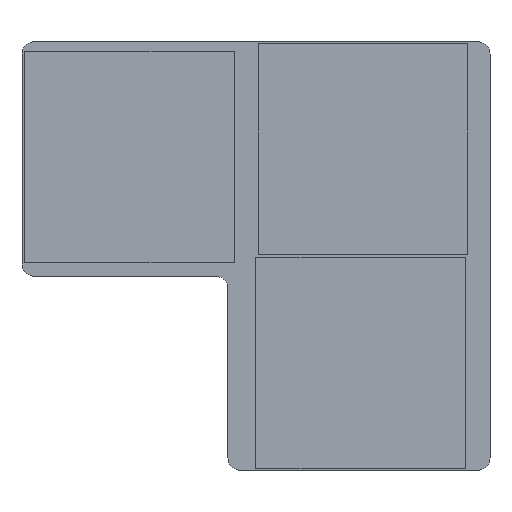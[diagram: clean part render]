
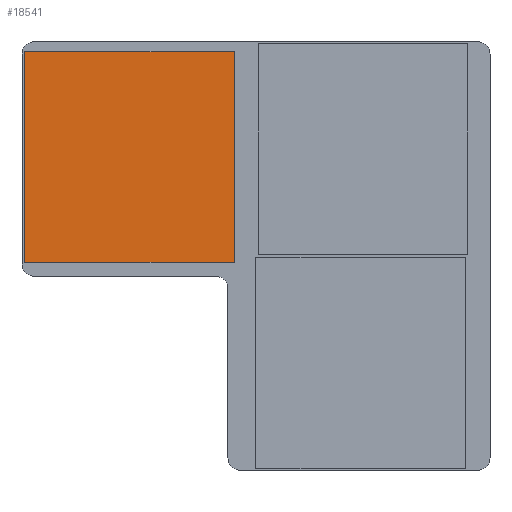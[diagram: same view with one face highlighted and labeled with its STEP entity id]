
A CAD part, top view. The second image highlights one B-rep face of the part: STEP entity #18541.
In plain terms, the highlighted face is planar.
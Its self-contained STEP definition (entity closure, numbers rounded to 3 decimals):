
#15383 = PLANE('',#15384);
#15384 = AXIS2_PLACEMENT_3D('',#15385,#15386,#15387);
#15385 = CARTESIAN_POINT('',(13.05,1.25,12.835));
#15386 = DIRECTION('',(0.,0.,-1.));
#15387 = DIRECTION('',(-1.,0.,0.));
#15411 = PLANE('',#15412);
#15412 = AXIS2_PLACEMENT_3D('',#15413,#15414,#15415);
#15413 = CARTESIAN_POINT('',(13.05,1.25,12.835));
#15414 = DIRECTION('',(-1.,0.,0.));
#15415 = DIRECTION('',(0.,0.,1.));
#15439 = PLANE('',#15440);
#15440 = AXIS2_PLACEMENT_3D('',#15441,#15442,#15443);
#15441 = CARTESIAN_POINT('',(13.05,1.25,-12.835));
#15442 = DIRECTION('',(0.,0.,1.));
#15443 = DIRECTION('',(1.,0.,0.));
#15465 = PLANE('',#15466);
#15466 = AXIS2_PLACEMENT_3D('',#15467,#15468,#15469);
#15467 = CARTESIAN_POINT('',(-12.48,1.25,12.835));
#15468 = DIRECTION('',(1.,0.,0.));
#15469 = DIRECTION('',(0.,0.,-1.));
#18345 = VERTEX_POINT('',#18346);
#18346 = CARTESIAN_POINT('',(-12.48,1.25,-12.835));
#18367 = EDGE_CURVE('',#18345,#18368,#18370,.T.);
#18368 = VERTEX_POINT('',#18369);
#18369 = CARTESIAN_POINT('',(-12.48,1.25,12.835));
#18370 = SURFACE_CURVE('',#18371,(#18375,#18382),.PCURVE_S1.);
#18371 = LINE('',#18372,#18373);
#18372 = CARTESIAN_POINT('',(-12.48,1.25,12.835));
#18373 = VECTOR('',#18374,1.);
#18374 = DIRECTION('',(0.,0.,1.));
#18375 = PCURVE('',#15465,#18376);
#18376 = DEFINITIONAL_REPRESENTATION('',(#18377),#18381);
#18377 = LINE('',#18378,#18379);
#18378 = CARTESIAN_POINT('',(0.,0.));
#18379 = VECTOR('',#18380,1.);
#18380 = DIRECTION('',(-1.,0.));
#18381 = ( GEOMETRIC_REPRESENTATION_CONTEXT(2) 
PARAMETRIC_REPRESENTATION_CONTEXT() REPRESENTATION_CONTEXT('2D SPACE',''
  ) );
#18382 = PCURVE('',#18383,#18388);
#18383 = PLANE('',#18384);
#18384 = AXIS2_PLACEMENT_3D('',#18385,#18386,#18387);
#18385 = CARTESIAN_POINT('',(0.,1.25,0.));
#18386 = DIRECTION('',(0.,1.,0.));
#18387 = DIRECTION('',(0.,-0.,1.));
#18388 = DEFINITIONAL_REPRESENTATION('',(#18389),#18393);
#18389 = LINE('',#18390,#18391);
#18390 = CARTESIAN_POINT('',(12.835,-12.48));
#18391 = VECTOR('',#18392,1.);
#18392 = DIRECTION('',(1.,0.));
#18393 = ( GEOMETRIC_REPRESENTATION_CONTEXT(2) 
PARAMETRIC_REPRESENTATION_CONTEXT() REPRESENTATION_CONTEXT('2D SPACE',''
  ) );
#18421 = EDGE_CURVE('',#18368,#18422,#18424,.T.);
#18422 = VERTEX_POINT('',#18423);
#18423 = CARTESIAN_POINT('',(13.05,1.25,12.835));
#18424 = SURFACE_CURVE('',#18425,(#18429,#18436),.PCURVE_S1.);
#18425 = LINE('',#18426,#18427);
#18426 = CARTESIAN_POINT('',(13.05,1.25,12.835));
#18427 = VECTOR('',#18428,1.);
#18428 = DIRECTION('',(1.,0.,0.));
#18429 = PCURVE('',#15383,#18430);
#18430 = DEFINITIONAL_REPRESENTATION('',(#18431),#18435);
#18431 = LINE('',#18432,#18433);
#18432 = CARTESIAN_POINT('',(0.,0.));
#18433 = VECTOR('',#18434,1.);
#18434 = DIRECTION('',(-1.,0.));
#18435 = ( GEOMETRIC_REPRESENTATION_CONTEXT(2) 
PARAMETRIC_REPRESENTATION_CONTEXT() REPRESENTATION_CONTEXT('2D SPACE',''
  ) );
#18436 = PCURVE('',#18383,#18437);
#18437 = DEFINITIONAL_REPRESENTATION('',(#18438),#18442);
#18438 = LINE('',#18439,#18440);
#18439 = CARTESIAN_POINT('',(12.835,13.05));
#18440 = VECTOR('',#18441,1.);
#18441 = DIRECTION('',(0.,1.));
#18442 = ( GEOMETRIC_REPRESENTATION_CONTEXT(2) 
PARAMETRIC_REPRESENTATION_CONTEXT() REPRESENTATION_CONTEXT('2D SPACE',''
  ) );
#18470 = EDGE_CURVE('',#18422,#18471,#18473,.T.);
#18471 = VERTEX_POINT('',#18472);
#18472 = CARTESIAN_POINT('',(13.05,1.25,-12.835));
#18473 = SURFACE_CURVE('',#18474,(#18478,#18485),.PCURVE_S1.);
#18474 = LINE('',#18475,#18476);
#18475 = CARTESIAN_POINT('',(13.05,1.25,12.835));
#18476 = VECTOR('',#18477,1.);
#18477 = DIRECTION('',(0.,0.,-1.));
#18478 = PCURVE('',#15411,#18479);
#18479 = DEFINITIONAL_REPRESENTATION('',(#18480),#18484);
#18480 = LINE('',#18481,#18482);
#18481 = CARTESIAN_POINT('',(0.,0.));
#18482 = VECTOR('',#18483,1.);
#18483 = DIRECTION('',(-1.,0.));
#18484 = ( GEOMETRIC_REPRESENTATION_CONTEXT(2) 
PARAMETRIC_REPRESENTATION_CONTEXT() REPRESENTATION_CONTEXT('2D SPACE',''
  ) );
#18485 = PCURVE('',#18383,#18486);
#18486 = DEFINITIONAL_REPRESENTATION('',(#18487),#18491);
#18487 = LINE('',#18488,#18489);
#18488 = CARTESIAN_POINT('',(12.835,13.05));
#18489 = VECTOR('',#18490,1.);
#18490 = DIRECTION('',(-1.,0.));
#18491 = ( GEOMETRIC_REPRESENTATION_CONTEXT(2) 
PARAMETRIC_REPRESENTATION_CONTEXT() REPRESENTATION_CONTEXT('2D SPACE',''
  ) );
#18520 = EDGE_CURVE('',#18471,#18345,#18521,.T.);
#18521 = SURFACE_CURVE('',#18522,(#18526,#18533),.PCURVE_S1.);
#18522 = LINE('',#18523,#18524);
#18523 = CARTESIAN_POINT('',(13.05,1.25,-12.835));
#18524 = VECTOR('',#18525,1.);
#18525 = DIRECTION('',(-1.,0.,0.));
#18526 = PCURVE('',#15439,#18527);
#18527 = DEFINITIONAL_REPRESENTATION('',(#18528),#18532);
#18528 = LINE('',#18529,#18530);
#18529 = CARTESIAN_POINT('',(0.,0.));
#18530 = VECTOR('',#18531,1.);
#18531 = DIRECTION('',(-1.,0.));
#18532 = ( GEOMETRIC_REPRESENTATION_CONTEXT(2) 
PARAMETRIC_REPRESENTATION_CONTEXT() REPRESENTATION_CONTEXT('2D SPACE',''
  ) );
#18533 = PCURVE('',#18383,#18534);
#18534 = DEFINITIONAL_REPRESENTATION('',(#18535),#18539);
#18535 = LINE('',#18536,#18537);
#18536 = CARTESIAN_POINT('',(-12.835,13.05));
#18537 = VECTOR('',#18538,1.);
#18538 = DIRECTION('',(0.,-1.));
#18539 = ( GEOMETRIC_REPRESENTATION_CONTEXT(2) 
PARAMETRIC_REPRESENTATION_CONTEXT() REPRESENTATION_CONTEXT('2D SPACE',''
  ) );
#18541 = ADVANCED_FACE('',(#18542),#18383,.T.);
#18542 = FACE_BOUND('',#18543,.T.);
#18543 = EDGE_LOOP('',(#18544,#18545,#18546,#18547));
#18544 = ORIENTED_EDGE('',*,*,#18367,.T.);
#18545 = ORIENTED_EDGE('',*,*,#18421,.T.);
#18546 = ORIENTED_EDGE('',*,*,#18470,.T.);
#18547 = ORIENTED_EDGE('',*,*,#18520,.T.);
